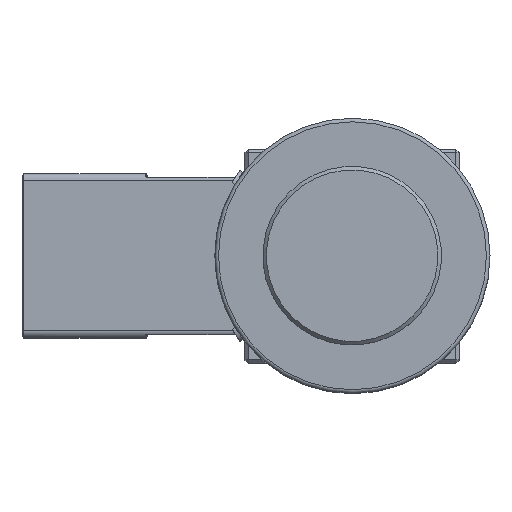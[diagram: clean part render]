
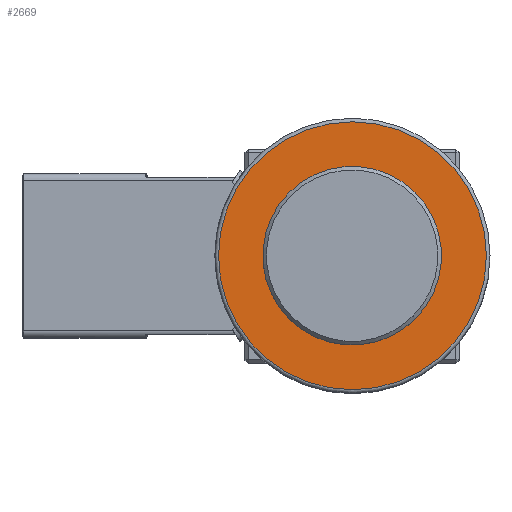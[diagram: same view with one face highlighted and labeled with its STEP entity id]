
A CAD part, top view. The second image highlights one B-rep face of the part: STEP entity #2669.
In plain terms, the highlighted planar face has unit normal (0, 0, 1).
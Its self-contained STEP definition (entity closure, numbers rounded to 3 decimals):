
#554=FACE_BOUND('',#793,.T.);
#622=FACE_OUTER_BOUND('',#792,.T.);
#792=EDGE_LOOP('',(#1840));
#793=EDGE_LOOP('',(#1841));
#963=CIRCLE('',#2874,37.5);
#964=CIRCLE('',#2875,24.);
#1115=VERTEX_POINT('',#4178);
#1116=VERTEX_POINT('',#4180);
#1379=EDGE_CURVE('',#1115,#1115,#963,.T.);
#1380=EDGE_CURVE('',#1116,#1116,#964,.T.);
#1840=ORIENTED_EDGE('',*,*,#1379,.F.);
#1841=ORIENTED_EDGE('',*,*,#1380,.F.);
#2396=PLANE('',#2873);
#2669=ADVANCED_FACE('',(#622,#554),#2396,.T.);
#2873=AXIS2_PLACEMENT_3D('',#4177,#3286,#3287);
#2874=AXIS2_PLACEMENT_3D('',#4179,#3288,#3289);
#2875=AXIS2_PLACEMENT_3D('',#4181,#3290,#3291);
#3286=DIRECTION('center_axis',(0.,0.,
1.));
#3287=DIRECTION('ref_axis',(0.,-1.,0.));
#3288=DIRECTION('center_axis',(0.,0.,
-1.));
#3289=DIRECTION('ref_axis',(0.,-1.,0.));
#3290=DIRECTION('center_axis',(0.,0.,
1.));
#3291=DIRECTION('ref_axis',(-0.263,0.965,0.));
#4177=CARTESIAN_POINT('Origin',(0.082,0.,
127.));
#4178=CARTESIAN_POINT('',(0.082,37.5,127.));
#4179=CARTESIAN_POINT('Origin',(0.082,0.,
127.));
#4180=CARTESIAN_POINT('',(6.314,-23.155,127.));
#4181=CARTESIAN_POINT('Origin',(0.,0.,
127.));
